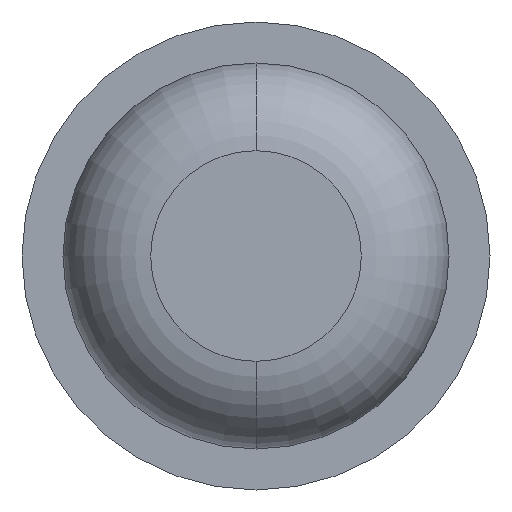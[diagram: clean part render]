
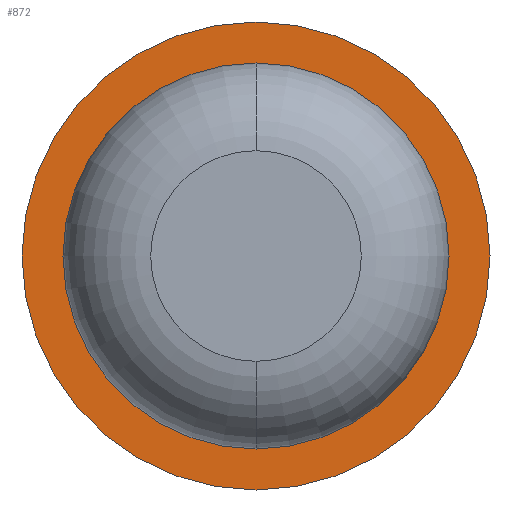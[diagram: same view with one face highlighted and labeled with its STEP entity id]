
A CAD part, front view. The second image highlights one B-rep face of the part: STEP entity #872.
In plain terms, the highlighted planar face has unit normal (0, -1, 0).
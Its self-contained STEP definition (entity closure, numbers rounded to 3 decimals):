
#24 = PLANE ( 'NONE',  #255 ) ;
#44 = DIRECTION ( 'NONE',  ( 0., 0., 1. ) ) ;
#146 = CARTESIAN_POINT ( 'NONE',  ( 0., -2., 0. ) ) ;
#225 = EDGE_LOOP ( 'NONE', ( #770, #2920 ) ) ;
#255 = AXIS2_PLACEMENT_3D ( 'NONE', #295, #2340, #1332 ) ;
#295 = CARTESIAN_POINT ( 'NONE',  ( 1., -2., 0. ) ) ;
#325 = DIRECTION ( 'NONE',  ( 0., 1., 0. ) ) ;
#374 = DIRECTION ( 'NONE',  ( 0., 0., 1. ) ) ;
#508 = EDGE_LOOP ( 'NONE', ( #957, #1230 ) ) ;
#770 = ORIENTED_EDGE ( 'NONE', *, *, #1915, .F. ) ;
#839 = AXIS2_PLACEMENT_3D ( 'NONE', #2376, #842, #44 ) ;
#842 = DIRECTION ( 'NONE',  ( 0., 1., 0. ) ) ;
#872 = ADVANCED_FACE ( 'Defeature ausgef�hrt2_4', ( #1378, #2479 ), #24, .F. ) ;
#947 = CARTESIAN_POINT ( 'NONE',  ( 0., -2., -0.825 ) ) ;
#957 = ORIENTED_EDGE ( 'NONE', *, *, #2421, .T. ) ;
#1134 = DIRECTION ( 'NONE',  ( 0., 1., 0. ) ) ;
#1199 = VERTEX_POINT ( 'NONE', #1502 ) ;
#1208 = VERTEX_POINT ( 'NONE', #2530 ) ;
#1230 = ORIENTED_EDGE ( 'NONE', *, *, #2354, .T. ) ;
#1242 = CARTESIAN_POINT ( 'NONE',  ( 0., -2., 1. ) ) ;
#1248 = AXIS2_PLACEMENT_3D ( 'NONE', #1372, #325, #2587 ) ;
#1332 = DIRECTION ( 'NONE',  ( 0., 0., 1. ) ) ;
#1372 = CARTESIAN_POINT ( 'NONE',  ( 0., -2., 0. ) ) ;
#1378 = FACE_OUTER_BOUND ( 'NONE', #225, .T. ) ;
#1502 = CARTESIAN_POINT ( 'NONE',  ( 0., -2., 0.825 ) ) ;
#1652 = AXIS2_PLACEMENT_3D ( 'NONE', #3241, #1748, #1719 ) ;
#1705 = VERTEX_POINT ( 'NONE', #947 ) ;
#1719 = DIRECTION ( 'NONE',  ( 0., 0., 1. ) ) ;
#1720 = VERTEX_POINT ( 'NONE', #1242 ) ;
#1748 = DIRECTION ( 'NONE',  ( 0., 1., 0. ) ) ;
#1915 = EDGE_CURVE ( 'Defeature ausgef�hrt2_5+Defeature ausgef�hrt2_4+Defeature ausgef�hrt2_4+Defeature ausgef�hrt2_4', #1720, #1208, #3285, .T. ) ;
#2146 = CIRCLE ( 'NONE', #839, 0.825 ) ;
#2340 = DIRECTION ( 'NONE',  ( 0., 1., 0. ) ) ;
#2349 = CIRCLE ( 'NONE', #1248, 0.825 ) ;
#2354 = EDGE_CURVE ( 'Defeature ausgef�hrt2_4+Defeature ausgef�hrt2_0+Defeature ausgef�hrt2_0+Defeature ausgef�hrt2_0', #1705, #1199, #2349, .T. ) ;
#2376 = CARTESIAN_POINT ( 'NONE',  ( 0., -2., 0. ) ) ;
#2421 = EDGE_CURVE ( 'Defeature ausgef�hrt2_4+Defeature ausgef�hrt2_0+Defeature ausgef�hrt2_0+Defeature ausgef�hrt2_0', #1199, #1705, #2146, .T. ) ;
#2479 = FACE_BOUND ( 'NONE', #508, .T. ) ;
#2530 = CARTESIAN_POINT ( 'NONE',  ( 0., -2., -1. ) ) ;
#2587 = DIRECTION ( 'NONE',  ( 0., 0., 1. ) ) ;
#2920 = ORIENTED_EDGE ( 'NONE', *, *, #2925, .F. ) ;
#2925 = EDGE_CURVE ( 'Defeature ausgef�hrt2_5+Defeature ausgef�hrt2_4+Defeature ausgef�hrt2_4+Defeature ausgef�hrt2_4', #1208, #1720, #3171, .T. ) ;
#3043 = AXIS2_PLACEMENT_3D ( 'NONE', #146, #1134, #374 ) ;
#3171 = CIRCLE ( 'NONE', #1652, 1. ) ;
#3241 = CARTESIAN_POINT ( 'NONE',  ( 0., -2., 0. ) ) ;
#3285 = CIRCLE ( 'NONE', #3043, 1. ) ;
